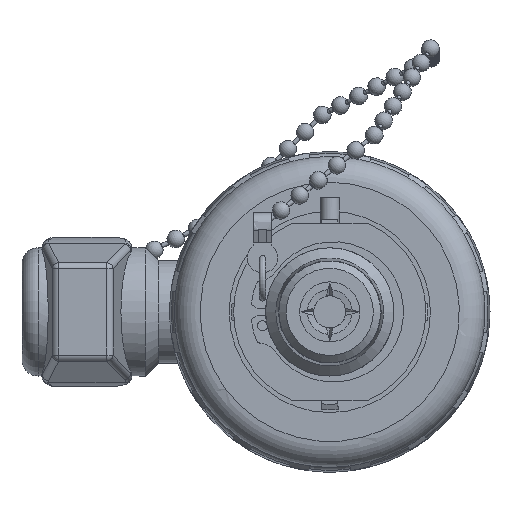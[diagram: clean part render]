
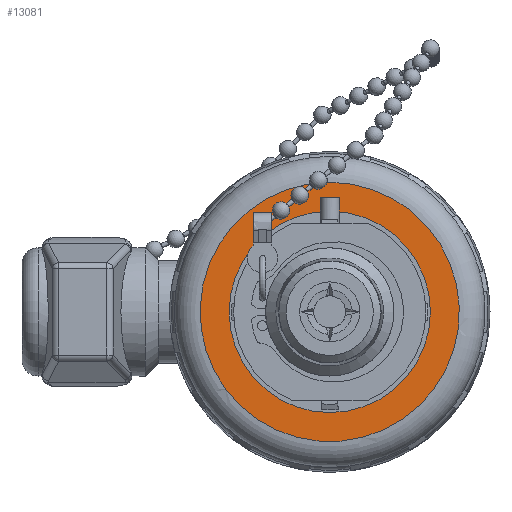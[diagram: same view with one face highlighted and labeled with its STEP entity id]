
A CAD part, left-side view. The second image highlights one B-rep face of the part: STEP entity #13081.
In plain terms, the highlighted planar face has unit normal (-1, 0, 0).
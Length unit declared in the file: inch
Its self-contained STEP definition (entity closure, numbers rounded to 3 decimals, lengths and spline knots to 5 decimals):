
#10877=CARTESIAN_POINT('',(-1.415,0.,0.785));
#10878=VERTEX_POINT('',#10877);
#10879=CARTESIAN_POINT('',(-1.415,0.,0.));
#10880=DIRECTION('',(-1.0,0.0,0.0));
#10881=DIRECTION('',(0.0,0.0,1.0));
#10882=AXIS2_PLACEMENT_3D('',#10879,#10880,#10881);
#10883=CIRCLE('',#10882,0.785);
#10884=EDGE_CURVE('',#10878,#10878,#10883,.T.);
#13062=CARTESIAN_POINT('',(-1.415,0.,0.998));
#13063=DIRECTION('',(-1.0,0.0,0.0));
#13064=DIRECTION('',(0.0,1.0,0.0));
#13065=AXIS2_PLACEMENT_3D('',#13062,#13063,#13064);
#13066=PLANE('',#13065);
#13067=CARTESIAN_POINT('',(-1.415,0.,1.011));
#13068=VERTEX_POINT('',#13067);
#13069=CARTESIAN_POINT('',(-1.415,0.,0.));
#13070=DIRECTION('',(1.0,0.0,0.0));
#13071=DIRECTION('',(0.0,0.0,-1.0));
#13072=AXIS2_PLACEMENT_3D('',#13069,#13070,#13071);
#13073=CIRCLE('',#13072,1.011);
#13074=EDGE_CURVE('',#13068,#13068,#13073,.T.);
#13075=ORIENTED_EDGE('',*,*,#13074,.F.);
#13076=EDGE_LOOP('',(#13075));
#13077=FACE_OUTER_BOUND('',#13076,.T.);
#13078=ORIENTED_EDGE('',*,*,#10884,.F.);
#13079=EDGE_LOOP('',(#13078));
#13080=FACE_BOUND('',#13079,.T.);
#13081=ADVANCED_FACE('',(#13077,#13080),#13066,.T.);
